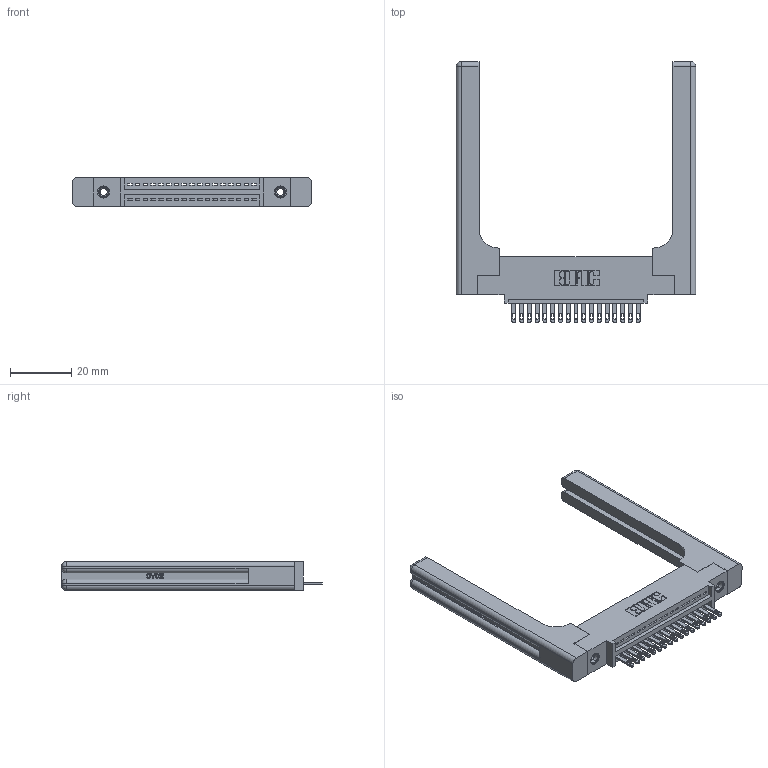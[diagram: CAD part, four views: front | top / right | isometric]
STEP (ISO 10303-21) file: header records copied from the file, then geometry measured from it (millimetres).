
FILE_DESCRIPTION (( 'STEP AP203' ), '1' );
FILE_NAME ('345-017-500-458.STEP', '2019-10-04T15:10:03', ( '' ), ( '' ), 'SwSTEP 2.0', 'SolidWorks 2016', '' );
FILE_SCHEMA (( 'CONFIG_CONTROL_DESIGN' ));
Length unit declared in the file: inch
Products named in the file (5): 345-017-500-458; 345 Part_0.110 Offset - 0.156 Dia-TH; 345-250-001_345-250-001-102; 345-220-058_345-220-058; 345-292-001_345-293-100
Assembly tree (22 placements, depth 2):
  345-017-500-458
    345 Part_0.110 Offset - 0.156 Dia-TH
    345-292-001_345-293-100  x17
    345-250-001_345-250-001-102  x2
    345-220-058_345-220-058  x2
Bounding box: 78.21 x 85.27 x 9.4 mm (x, y, z)
Volume: 15665.5 mm3; surface area: 14601.5 mm2
Topology: 22 solids, 22 shells, 1304 faces, 3875 edges, 2562 vertices
Faces by surface type: plane 810, cylinder 434, bspline 36, cone 12, sphere 8, torus 4
Entity records: 21404 total; most frequent: CARTESIAN_POINT 4680, ORIENTED_EDGE 3428, DIRECTION 3072, EDGE_CURVE 1714, LINE 1418, VECTOR 1418, VERTEX_POINT 1134, AXIS2_PLACEMENT_3D 827
